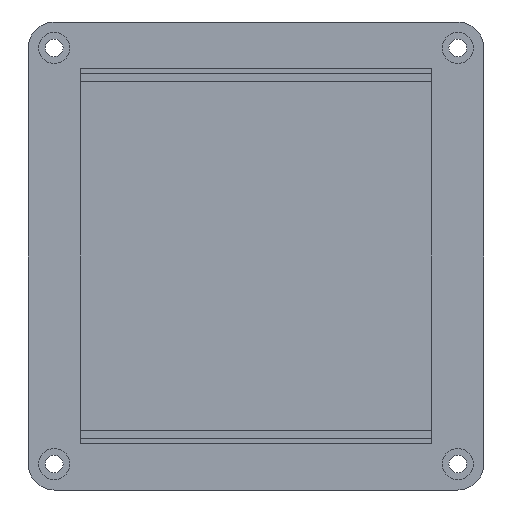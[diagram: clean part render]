
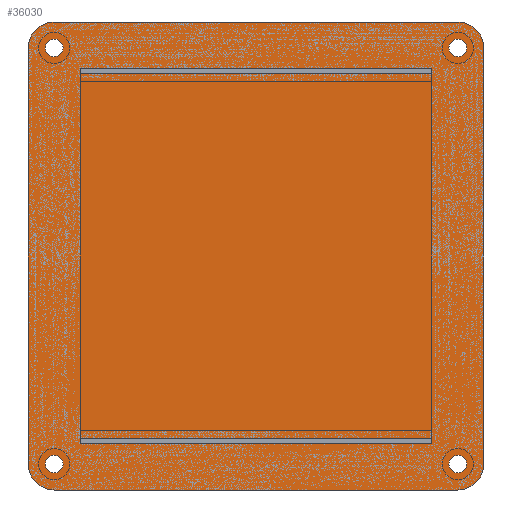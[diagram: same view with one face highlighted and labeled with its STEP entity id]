
A CAD part, front view. The second image highlights one B-rep face of the part: STEP entity #36030.
In plain terms, the highlighted planar face has unit normal (0, -1, 0).
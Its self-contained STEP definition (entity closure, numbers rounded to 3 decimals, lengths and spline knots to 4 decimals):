
#1658=FACE_BOUND('',#5293,.T.);
#1659=FACE_BOUND('',#5294,.T.);
#1660=FACE_BOUND('',#5295,.T.);
#1661=FACE_BOUND('',#5296,.T.);
#1662=FACE_BOUND('',#5297,.T.);
#1663=FACE_BOUND('',#5298,.T.);
#1874=PLANE('',#38324);
#3251=FACE_OUTER_BOUND('',#5292,.T.);
#5292=EDGE_LOOP('',(#25112,#25113,#25114,#25115,#25116,#25117,#25118,#25119));
#5293=EDGE_LOOP('',(#25120,#25121,#25122,#25123));
#5294=EDGE_LOOP('',(#25124,#25125,#25126,#25127));
#5295=EDGE_LOOP('',(#25128));
#5296=EDGE_LOOP('',(#25129));
#5297=EDGE_LOOP('',(#25130));
#5298=EDGE_LOOP('',(#25131));
#7513=LINE('',#50599,#11459);
#7527=LINE('',#50644,#11473);
#7532=LINE('',#50658,#11478);
#7534=LINE('',#50662,#11480);
#7536=LINE('',#50666,#11482);
#7538=LINE('',#50669,#11484);
#7540=LINE('',#50674,#11486);
#7542=LINE('',#50678,#11488);
#7544=LINE('',#50682,#11490);
#7546=LINE('',#50685,#11492);
#7551=LINE('',#50703,#11497);
#7552=LINE('',#50705,#11498);
#11459=VECTOR('',#41085,0.3937);
#11473=VECTOR('',#41121,0.3937);
#11478=VECTOR('',#41136,0.3937);
#11480=VECTOR('',#41140,0.3937);
#11482=VECTOR('',#41144,0.3937);
#11484=VECTOR('',#41148,0.3937);
#11486=VECTOR('',#41152,0.3937);
#11488=VECTOR('',#41156,0.3937);
#11490=VECTOR('',#41160,0.3937);
#11492=VECTOR('',#41164,0.3937);
#11497=VECTOR('',#41187,0.3937);
#11498=VECTOR('',#41190,0.3937);
#15402=CIRCLE('',#38289,0.1969);
#15410=CIRCLE('',#38300,0.1969);
#15411=CIRCLE('',#38303,0.1969);
#15412=CIRCLE('',#38305,0.1969);
#15413=CIRCLE('',#38315,0.0669);
#15414=CIRCLE('',#38317,0.0669);
#15415=CIRCLE('',#38319,0.0669);
#15416=CIRCLE('',#38321,0.0669);
#16250=VERTEX_POINT('',#50589);
#16251=VERTEX_POINT('',#50591);
#16253=VERTEX_POINT('',#50597);
#16271=VERTEX_POINT('',#50637);
#16272=VERTEX_POINT('',#50639);
#16273=VERTEX_POINT('',#50643);
#16274=VERTEX_POINT('',#50647);
#16275=VERTEX_POINT('',#50651);
#16276=VERTEX_POINT('',#50655);
#16277=VERTEX_POINT('',#50657);
#16278=VERTEX_POINT('',#50661);
#16279=VERTEX_POINT('',#50665);
#16280=VERTEX_POINT('',#50671);
#16281=VERTEX_POINT('',#50673);
#16282=VERTEX_POINT('',#50677);
#16283=VERTEX_POINT('',#50681);
#16284=VERTEX_POINT('',#50687);
#16285=VERTEX_POINT('',#50691);
#16286=VERTEX_POINT('',#50695);
#16287=VERTEX_POINT('',#50699);
#19717=EDGE_CURVE('',#16250,#16251,#15402,.T.);
#19721=EDGE_CURVE('',#16253,#16250,#7513,.T.);
#19741=EDGE_CURVE('',#16271,#16272,#15410,.T.);
#19743=EDGE_CURVE('',#16272,#16273,#7527,.T.);
#19745=EDGE_CURVE('',#16273,#16274,#15411,.T.);
#19748=EDGE_CURVE('',#16275,#16253,#15412,.T.);
#19750=EDGE_CURVE('',#16277,#16276,#7532,.T.);
#19752=EDGE_CURVE('',#16278,#16277,#7534,.T.);
#19754=EDGE_CURVE('',#16279,#16278,#7536,.T.);
#19756=EDGE_CURVE('',#16276,#16279,#7538,.T.);
#19758=EDGE_CURVE('',#16281,#16280,#7540,.T.);
#19760=EDGE_CURVE('',#16282,#16281,#7542,.T.);
#19762=EDGE_CURVE('',#16283,#16282,#7544,.T.);
#19764=EDGE_CURVE('',#16280,#16283,#7546,.T.);
#19766=EDGE_CURVE('',#16284,#16284,#15413,.T.);
#19768=EDGE_CURVE('',#16285,#16285,#15414,.T.);
#19770=EDGE_CURVE('',#16286,#16286,#15415,.T.);
#19772=EDGE_CURVE('',#16287,#16287,#15416,.T.);
#19773=EDGE_CURVE('',#16274,#16275,#7551,.T.);
#19774=EDGE_CURVE('',#16251,#16271,#7552,.T.);
#25112=ORIENTED_EDGE('',*,*,#19717,.F.);
#25113=ORIENTED_EDGE('',*,*,#19721,.F.);
#25114=ORIENTED_EDGE('',*,*,#19748,.F.);
#25115=ORIENTED_EDGE('',*,*,#19773,.F.);
#25116=ORIENTED_EDGE('',*,*,#19745,.F.);
#25117=ORIENTED_EDGE('',*,*,#19743,.F.);
#25118=ORIENTED_EDGE('',*,*,#19741,.F.);
#25119=ORIENTED_EDGE('',*,*,#19774,.F.);
#25120=ORIENTED_EDGE('',*,*,#19754,.T.);
#25121=ORIENTED_EDGE('',*,*,#19752,.T.);
#25122=ORIENTED_EDGE('',*,*,#19750,.T.);
#25123=ORIENTED_EDGE('',*,*,#19756,.T.);
#25124=ORIENTED_EDGE('',*,*,#19762,.T.);
#25125=ORIENTED_EDGE('',*,*,#19760,.T.);
#25126=ORIENTED_EDGE('',*,*,#19758,.T.);
#25127=ORIENTED_EDGE('',*,*,#19764,.T.);
#25128=ORIENTED_EDGE('',*,*,#19772,.F.);
#25129=ORIENTED_EDGE('',*,*,#19770,.F.);
#25130=ORIENTED_EDGE('',*,*,#19768,.F.);
#25131=ORIENTED_EDGE('',*,*,#19766,.F.);
#36030=ADVANCED_FACE('',(#3251,#1658,#1659,#1660,#1661,#1662,#1663),#1874,
 .F.);
#38289=AXIS2_PLACEMENT_3D('',#50592,#41078,#41079);
#38300=AXIS2_PLACEMENT_3D('',#50640,#41116,#41117);
#38303=AXIS2_PLACEMENT_3D('',#50648,#41125,#41126);
#38305=AXIS2_PLACEMENT_3D('',#50653,#41131,#41132);
#38315=AXIS2_PLACEMENT_3D('',#50689,#41168,#41169);
#38317=AXIS2_PLACEMENT_3D('',#50693,#41173,#41174);
#38319=AXIS2_PLACEMENT_3D('',#50697,#41178,#41179);
#38321=AXIS2_PLACEMENT_3D('',#50701,#41183,#41184);
#38324=AXIS2_PLACEMENT_3D('',#50706,#41191,#41192);
#41078=DIRECTION('center_axis',(0.,1.,0.));
#41079=DIRECTION('ref_axis',(-0.707,0.,0.707));
#41085=DIRECTION('',(0.,0.,1.));
#41116=DIRECTION('center_axis',(0.,1.,0.));
#41117=DIRECTION('ref_axis',(0.707,0.,0.707));
#41121=DIRECTION('',(0.,0.,-1.));
#41125=DIRECTION('center_axis',(0.,1.,0.));
#41126=DIRECTION('ref_axis',(0.707,0.,-0.707));
#41131=DIRECTION('center_axis',(0.,1.,0.));
#41132=DIRECTION('ref_axis',(-0.707,0.,-0.707));
#41136=DIRECTION('',(0.,0.,-1.));
#41140=DIRECTION('',(1.,0.,0.));
#41144=DIRECTION('',(0.,0.,1.));
#41148=DIRECTION('',(-1.,0.,0.));
#41152=DIRECTION('',(0.,0.,1.));
#41156=DIRECTION('',(-1.,0.,0.));
#41160=DIRECTION('',(0.,0.,-1.));
#41164=DIRECTION('',(1.,0.,0.));
#41168=DIRECTION('center_axis',(0.,-1.,0.));
#41169=DIRECTION('ref_axis',(1.,0.,0.));
#41173=DIRECTION('center_axis',(0.,-1.,0.));
#41174=DIRECTION('ref_axis',(1.,0.,0.));
#41178=DIRECTION('center_axis',(0.,-1.,0.));
#41179=DIRECTION('ref_axis',(1.,0.,0.));
#41183=DIRECTION('center_axis',(0.,-1.,0.));
#41184=DIRECTION('ref_axis',(1.,0.,0.));
#41187=DIRECTION('',(-1.,0.,0.));
#41190=DIRECTION('',(1.,0.,0.));
#41191=DIRECTION('center_axis',(0.,1.,0.));
#41192=DIRECTION('ref_axis',(1.,0.,0.));
#50589=CARTESIAN_POINT('',(-1.347,0.,-0.3182));
#50591=CARTESIAN_POINT('',(-1.1501,0.,-0.1214));
#50592=CARTESIAN_POINT('Origin',(-1.1501,0.,-0.3182));
#50597=CARTESIAN_POINT('',(-1.347,0.,-3.4701));
#50599=CARTESIAN_POINT('',(-1.347,0.,-3.6669));
#50637=CARTESIAN_POINT('',(1.908,0.,-0.1214));
#50639=CARTESIAN_POINT('',(2.1048,0.,-0.3182));
#50640=CARTESIAN_POINT('Origin',(1.908,0.,-0.3182));
#50643=CARTESIAN_POINT('',(2.1048,0.,-3.4701));
#50644=CARTESIAN_POINT('',(2.1048,0.,-0.1214));
#50647=CARTESIAN_POINT('',(1.908,0.,-3.6669));
#50648=CARTESIAN_POINT('Origin',(1.908,0.,-3.4701));
#50651=CARTESIAN_POINT('',(-1.1501,0.,-3.6669));
#50653=CARTESIAN_POINT('Origin',(-1.1501,0.,-3.4701));
#50655=CARTESIAN_POINT('',(1.7111,0.,-3.3132));
#50657=CARTESIAN_POINT('',(1.7111,0.,-3.2732));
#50658=CARTESIAN_POINT('',(1.7111,0.,-2.5837));
#50661=CARTESIAN_POINT('',(-0.9533,0.,-3.2732));
#50662=CARTESIAN_POINT('',(-0.2872,0.,-3.2732));
#50665=CARTESIAN_POINT('',(-0.9533,0.,-3.3132));
#50666=CARTESIAN_POINT('',(-0.9533,0.,-2.5837));
#50669=CARTESIAN_POINT('',(-0.2872,0.,-3.3132));
#50671=CARTESIAN_POINT('',(-0.9533,0.,-0.4751));
#50673=CARTESIAN_POINT('',(-0.9533,0.,-0.5151));
#50674=CARTESIAN_POINT('',(-0.9533,0.,-1.2046));
#50677=CARTESIAN_POINT('',(1.7111,0.,-0.5151));
#50678=CARTESIAN_POINT('',(1.045,0.,-0.5151));
#50681=CARTESIAN_POINT('',(1.7111,0.,-0.4751));
#50682=CARTESIAN_POINT('',(1.7111,0.,-1.2046));
#50685=CARTESIAN_POINT('',(1.045,0.,-0.4751));
#50687=CARTESIAN_POINT('',(-1.217,0.,-3.4701));
#50689=CARTESIAN_POINT('Origin',(-1.1501,0.,-3.4701));
#50691=CARTESIAN_POINT('',(1.841,0.,-0.3182));
#50693=CARTESIAN_POINT('Origin',(1.908,0.,-0.3182));
#50695=CARTESIAN_POINT('',(1.841,0.,-3.4701));
#50697=CARTESIAN_POINT('Origin',(1.908,0.,-3.4701));
#50699=CARTESIAN_POINT('',(-1.217,0.,-0.3182));
#50701=CARTESIAN_POINT('Origin',(-1.1501,0.,-0.3182));
#50703=CARTESIAN_POINT('',(2.1048,0.,-3.6669));
#50705=CARTESIAN_POINT('',(-1.347,0.,-0.1214));
#50706=CARTESIAN_POINT('Origin',(0.3789,0.,-1.8942));
